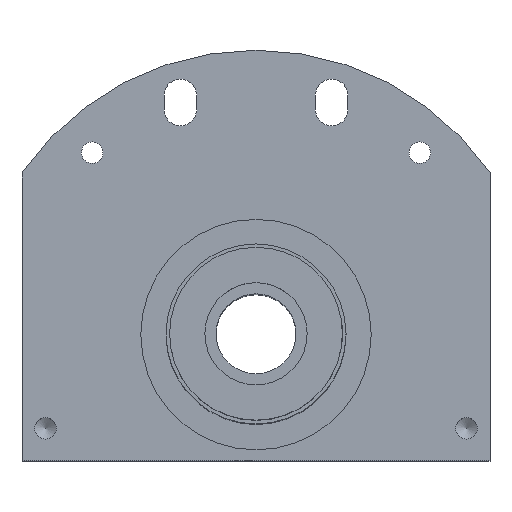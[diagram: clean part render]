
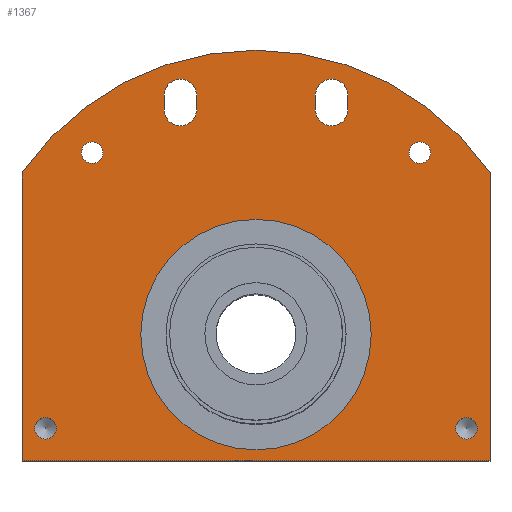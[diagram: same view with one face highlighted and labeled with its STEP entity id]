
A CAD part, top view. The second image highlights one B-rep face of the part: STEP entity #1367.
In plain terms, the highlighted planar face has unit normal (0, 0, 1).
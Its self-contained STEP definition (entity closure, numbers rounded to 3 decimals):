
#36=FACE_BOUND('',#238,.T.);
#37=FACE_BOUND('',#239,.T.);
#38=FACE_BOUND('',#240,.T.);
#39=FACE_BOUND('',#241,.T.);
#40=FACE_BOUND('',#242,.T.);
#41=FACE_BOUND('',#243,.T.);
#42=FACE_BOUND('',#244,.T.);
#75=PLANE('',#1492);
#157=FACE_OUTER_BOUND('',#237,.T.);
#237=EDGE_LOOP('',(#1041,#1042,#1043,#1044));
#238=EDGE_LOOP('',(#1045,#1046));
#239=EDGE_LOOP('',(#1047,#1048));
#240=EDGE_LOOP('',(#1049,#1050));
#241=EDGE_LOOP('',(#1051,#1052));
#242=EDGE_LOOP('',(#1053,#1054,#1055,#1056));
#243=EDGE_LOOP('',(#1057,#1058,#1059,#1060));
#244=EDGE_LOOP('',(#1061));
#337=LINE('',#2202,#436);
#345=LINE('',#2218,#444);
#349=LINE('',#2226,#448);
#353=LINE('',#2238,#452);
#354=LINE('',#2241,#453);
#355=LINE('',#2246,#454);
#356=LINE('',#2249,#455);
#436=VECTOR('',#1715,10.);
#444=VECTOR('',#1725,10.);
#448=VECTOR('',#1731,10.);
#452=VECTOR('',#1741,10.);
#453=VECTOR('',#1744,10.);
#454=VECTOR('',#1747,10.);
#455=VECTOR('',#1750,10.);
#522=CIRCLE('',#1446,1.5);
#523=CIRCLE('',#1447,1.5);
#524=CIRCLE('',#1449,1.5);
#525=CIRCLE('',#1450,1.5);
#527=CIRCLE('',#1453,1.5);
#528=CIRCLE('',#1454,1.5);
#532=CIRCLE('',#1460,1.5);
#533=CIRCLE('',#1461,1.5);
#541=CIRCLE('',#1474,16.);
#549=CIRCLE('',#1493,39.5);
#550=CIRCLE('',#1494,2.25);
#551=CIRCLE('',#1495,2.25);
#552=CIRCLE('',#1496,2.25);
#553=CIRCLE('',#1497,2.25);
#608=VERTEX_POINT('',#2032);
#609=VERTEX_POINT('',#2033);
#610=VERTEX_POINT('',#2038);
#611=VERTEX_POINT('',#2039);
#613=VERTEX_POINT('',#2046);
#614=VERTEX_POINT('',#2047);
#619=VERTEX_POINT('',#2061);
#620=VERTEX_POINT('',#2062);
#631=VERTEX_POINT('',#2130);
#642=VERTEX_POINT('',#2200);
#643=VERTEX_POINT('',#2201);
#650=VERTEX_POINT('',#2217);
#653=VERTEX_POINT('',#2225);
#656=VERTEX_POINT('',#2234);
#657=VERTEX_POINT('',#2235);
#658=VERTEX_POINT('',#2237);
#659=VERTEX_POINT('',#2239);
#660=VERTEX_POINT('',#2242);
#661=VERTEX_POINT('',#2243);
#662=VERTEX_POINT('',#2245);
#663=VERTEX_POINT('',#2247);
#749=EDGE_CURVE('',#608,#609,#522,.T.);
#750=EDGE_CURVE('',#609,#608,#523,.T.);
#752=EDGE_CURVE('',#610,#611,#524,.T.);
#753=EDGE_CURVE('',#611,#610,#525,.T.);
#756=EDGE_CURVE('',#613,#614,#527,.T.);
#757=EDGE_CURVE('',#614,#613,#528,.T.);
#763=EDGE_CURVE('',#619,#620,#532,.T.);
#764=EDGE_CURVE('',#620,#619,#533,.T.);
#780=EDGE_CURVE('',#631,#631,#541,.T.);
#796=EDGE_CURVE('',#642,#643,#337,.T.);
#804=EDGE_CURVE('',#643,#650,#345,.T.);
#808=EDGE_CURVE('',#653,#642,#349,.T.);
#812=EDGE_CURVE('',#653,#650,#549,.T.);
#813=EDGE_CURVE('',#656,#657,#550,.T.);
#814=EDGE_CURVE('',#657,#658,#353,.T.);
#815=EDGE_CURVE('',#658,#659,#551,.T.);
#816=EDGE_CURVE('',#659,#656,#354,.T.);
#817=EDGE_CURVE('',#660,#661,#552,.T.);
#818=EDGE_CURVE('',#661,#662,#355,.T.);
#819=EDGE_CURVE('',#662,#663,#553,.T.);
#820=EDGE_CURVE('',#663,#660,#356,.T.);
#1041=ORIENTED_EDGE('',*,*,#796,.F.);
#1042=ORIENTED_EDGE('',*,*,#808,.F.);
#1043=ORIENTED_EDGE('',*,*,#812,.T.);
#1044=ORIENTED_EDGE('',*,*,#804,.F.);
#1045=ORIENTED_EDGE('',*,*,#749,.T.);
#1046=ORIENTED_EDGE('',*,*,#750,.T.);
#1047=ORIENTED_EDGE('',*,*,#752,.T.);
#1048=ORIENTED_EDGE('',*,*,#753,.T.);
#1049=ORIENTED_EDGE('',*,*,#756,.T.);
#1050=ORIENTED_EDGE('',*,*,#757,.T.);
#1051=ORIENTED_EDGE('',*,*,#763,.T.);
#1052=ORIENTED_EDGE('',*,*,#764,.T.);
#1053=ORIENTED_EDGE('',*,*,#813,.T.);
#1054=ORIENTED_EDGE('',*,*,#814,.T.);
#1055=ORIENTED_EDGE('',*,*,#815,.T.);
#1056=ORIENTED_EDGE('',*,*,#816,.T.);
#1057=ORIENTED_EDGE('',*,*,#817,.T.);
#1058=ORIENTED_EDGE('',*,*,#818,.T.);
#1059=ORIENTED_EDGE('',*,*,#819,.T.);
#1060=ORIENTED_EDGE('',*,*,#820,.T.);
#1061=ORIENTED_EDGE('',*,*,#780,.T.);
#1367=ADVANCED_FACE('',(#157,#36,#37,#38,#39,#40,#41,#42),#75,.T.);
#1446=AXIS2_PLACEMENT_3D('',#2034,#1613,#1614);
#1447=AXIS2_PLACEMENT_3D('',#2035,#1615,#1616);
#1449=AXIS2_PLACEMENT_3D('',#2040,#1620,#1621);
#1450=AXIS2_PLACEMENT_3D('',#2041,#1622,#1623);
#1453=AXIS2_PLACEMENT_3D('',#2048,#1629,#1630);
#1454=AXIS2_PLACEMENT_3D('',#2049,#1631,#1632);
#1460=AXIS2_PLACEMENT_3D('',#2063,#1645,#1646);
#1461=AXIS2_PLACEMENT_3D('',#2064,#1647,#1648);
#1474=AXIS2_PLACEMENT_3D('',#2131,#1678,#1679);
#1492=AXIS2_PLACEMENT_3D('',#2232,#1735,#1736);
#1493=AXIS2_PLACEMENT_3D('',#2233,#1737,#1738);
#1494=AXIS2_PLACEMENT_3D('',#2236,#1739,#1740);
#1495=AXIS2_PLACEMENT_3D('',#2240,#1742,#1743);
#1496=AXIS2_PLACEMENT_3D('',#2244,#1745,#1746);
#1497=AXIS2_PLACEMENT_3D('',#2248,#1748,#1749);
#1613=DIRECTION('center_axis',(0.,0.,-1.));
#1614=DIRECTION('ref_axis',(1.,0.,0.));
#1615=DIRECTION('center_axis',(0.,0.,-1.));
#1616=DIRECTION('ref_axis',(1.,0.,0.));
#1620=DIRECTION('center_axis',(0.,0.,-1.));
#1621=DIRECTION('ref_axis',(1.,0.,0.));
#1622=DIRECTION('center_axis',(0.,0.,-1.));
#1623=DIRECTION('ref_axis',(1.,0.,0.));
#1629=DIRECTION('center_axis',(0.,0.,-1.));
#1630=DIRECTION('ref_axis',(1.,0.,0.));
#1631=DIRECTION('center_axis',(0.,0.,-1.));
#1632=DIRECTION('ref_axis',(1.,0.,0.));
#1645=DIRECTION('center_axis',(0.,0.,-1.));
#1646=DIRECTION('ref_axis',(1.,0.,0.));
#1647=DIRECTION('center_axis',(0.,0.,-1.));
#1648=DIRECTION('ref_axis',(1.,0.,0.));
#1678=DIRECTION('center_axis',(0.,0.,-1.));
#1679=DIRECTION('ref_axis',(1.,0.,0.));
#1715=DIRECTION('',(-1.,0.,0.));
#1725=DIRECTION('',(0.,1.,0.));
#1731=DIRECTION('',(0.,-1.,0.));
#1735=DIRECTION('center_axis',(0.,0.,1.));
#1736=DIRECTION('ref_axis',(1.,0.,0.));
#1737=DIRECTION('center_axis',(0.,0.,1.));
#1738=DIRECTION('ref_axis',(0.823,-0.568,0.));
#1739=DIRECTION('center_axis',(0.,0.,-1.));
#1740=DIRECTION('ref_axis',(-1.,0.,0.));
#1741=DIRECTION('',(0.,1.,0.));
#1742=DIRECTION('center_axis',(0.,0.,-1.));
#1743=DIRECTION('ref_axis',(1.,0.,0.));
#1744=DIRECTION('',(0.,-1.,0.));
#1745=DIRECTION('center_axis',(0.,0.,-1.));
#1746=DIRECTION('ref_axis',(-1.,0.,0.));
#1747=DIRECTION('',(0.,1.,0.));
#1748=DIRECTION('center_axis',(0.,0.,-1.));
#1749=DIRECTION('ref_axis',(1.,0.,0.));
#1750=DIRECTION('',(0.,-1.,0.));
#2032=CARTESIAN_POINT('',(30.733,-13.016,-2.));
#2033=CARTESIAN_POINT('',(27.733,-13.016,-2.));
#2034=CARTESIAN_POINT('Origin',(29.233,-13.016,-2.));
#2035=CARTESIAN_POINT('Origin',(29.233,-13.016,-2.));
#2038=CARTESIAN_POINT('',(24.25,25.267,-2.));
#2039=CARTESIAN_POINT('',(21.25,25.267,-2.));
#2040=CARTESIAN_POINT('Origin',(22.75,25.267,-2.));
#2041=CARTESIAN_POINT('Origin',(22.75,25.267,-2.));
#2046=CARTESIAN_POINT('',(-21.25,25.267,-2.));
#2047=CARTESIAN_POINT('',(-24.25,25.267,-2.));
#2048=CARTESIAN_POINT('Origin',(-22.75,25.267,-2.));
#2049=CARTESIAN_POINT('Origin',(-22.75,25.267,-2.));
#2061=CARTESIAN_POINT('',(-27.733,-13.016,-2.));
#2062=CARTESIAN_POINT('',(-30.733,-13.016,-2.));
#2063=CARTESIAN_POINT('Origin',(-29.233,-13.016,-2.));
#2064=CARTESIAN_POINT('Origin',(-29.233,-13.016,-2.));
#2130=CARTESIAN_POINT('',(-16.,0.,-2.));
#2131=CARTESIAN_POINT('Origin',(0.,0.,-2.));
#2200=CARTESIAN_POINT('',(32.5,-17.55,-2.));
#2201=CARTESIAN_POINT('',(-32.5,-17.55,-2.));
#2202=CARTESIAN_POINT('',(32.5,-17.55,-2.));
#2217=CARTESIAN_POINT('',(-32.5,22.45,-2.));
#2218=CARTESIAN_POINT('',(-32.5,-17.55,-2.));
#2225=CARTESIAN_POINT('',(32.5,22.45,-2.));
#2226=CARTESIAN_POINT('',(32.5,22.45,-2.));
#2232=CARTESIAN_POINT('Origin',(0.,2.45,-2.));
#2233=CARTESIAN_POINT('Origin',(0.,0.,-2.));
#2234=CARTESIAN_POINT('',(12.75,31.25,-2.));
#2235=CARTESIAN_POINT('',(8.25,31.25,-2.));
#2236=CARTESIAN_POINT('Origin',(10.5,31.25,-2.));
#2237=CARTESIAN_POINT('',(8.25,33.25,-2.));
#2238=CARTESIAN_POINT('',(8.25,17.85,-2.));
#2239=CARTESIAN_POINT('',(12.75,33.25,-2.));
#2240=CARTESIAN_POINT('Origin',(10.5,33.25,-2.));
#2241=CARTESIAN_POINT('',(12.75,16.85,-2.));
#2242=CARTESIAN_POINT('',(-8.25,31.25,-2.));
#2243=CARTESIAN_POINT('',(-12.75,31.25,-2.));
#2244=CARTESIAN_POINT('Origin',(-10.5,31.25,-2.));
#2245=CARTESIAN_POINT('',(-12.75,33.25,-2.));
#2246=CARTESIAN_POINT('',(-12.75,17.85,-2.));
#2247=CARTESIAN_POINT('',(-8.25,33.25,-2.));
#2248=CARTESIAN_POINT('Origin',(-10.5,33.25,-2.));
#2249=CARTESIAN_POINT('',(-8.25,16.85,-2.));
